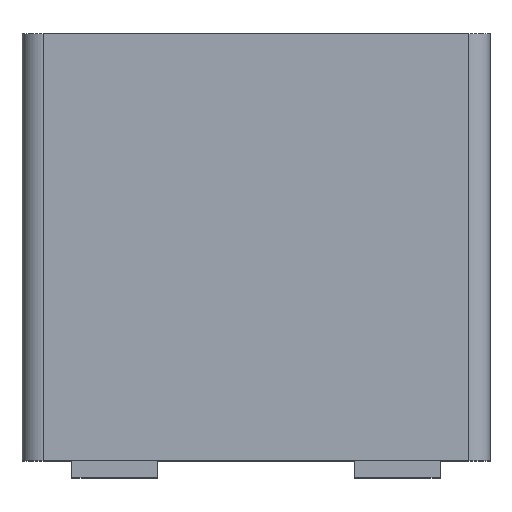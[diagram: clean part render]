
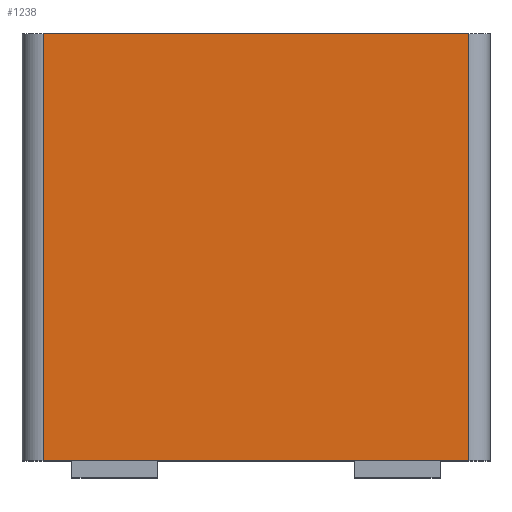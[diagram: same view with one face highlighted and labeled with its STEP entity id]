
A CAD part, top view. The second image highlights one B-rep face of the part: STEP entity #1238.
In plain terms, the highlighted planar face has unit normal (0, 0, 1).
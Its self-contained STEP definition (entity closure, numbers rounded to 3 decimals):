
#29 = DIRECTION ( 'NONE',  ( 1., 0., 0. ) ) ;
#38 = LINE ( 'NONE', #1153, #1506 ) ;
#91 = CARTESIAN_POINT ( 'NONE',  ( -2.49, 5., 2.84 ) ) ;
#104 = PLANE ( 'NONE',  #277 ) ;
#119 = VERTEX_POINT ( 'NONE', #151 ) ;
#135 = CARTESIAN_POINT ( 'NONE',  ( -2.74, 5., 2.84 ) ) ;
#151 = CARTESIAN_POINT ( 'NONE',  ( -2.49, 5., 2.84 ) ) ;
#233 = EDGE_CURVE ( 'NONE', #533, #1408, #986, .T. ) ;
#268 = EDGE_LOOP ( 'NONE', ( #1417, #1269, #1338, #1049 ) ) ;
#277 = AXIS2_PLACEMENT_3D ( 'NONE', #135, #826, #1548 ) ;
#290 = VERTEX_POINT ( 'NONE', #913 ) ;
#533 = VERTEX_POINT ( 'NONE', #775 ) ;
#563 = EDGE_CURVE ( 'NONE', #290, #119, #1730, .T. ) ;
#641 = FACE_OUTER_BOUND ( 'NONE', #268, .T. ) ;
#708 = EDGE_CURVE ( 'NONE', #1408, #290, #38, .T. ) ;
#746 = VECTOR ( 'NONE', #1208, 1000. ) ;
#775 = CARTESIAN_POINT ( 'NONE',  ( 2.49, 5., 2.84 ) ) ;
#809 = EDGE_CURVE ( 'NONE', #119, #533, #1439, .T. ) ;
#821 = DIRECTION ( 'NONE',  ( 0., -1., 0. ) ) ;
#826 = DIRECTION ( 'NONE',  ( 0., 0., -1. ) ) ;
#911 = CARTESIAN_POINT ( 'NONE',  ( 2.49, 0., 2.84 ) ) ;
#913 = CARTESIAN_POINT ( 'NONE',  ( -2.49, 0., 2.84 ) ) ;
#944 = VECTOR ( 'NONE', #29, 1000. ) ;
#986 = LINE ( 'NONE', #1274, #1475 ) ;
#1049 = ORIENTED_EDGE ( 'NONE', *, *, #708, .F. ) ;
#1153 = CARTESIAN_POINT ( 'NONE',  ( -2.74, 0., 2.84 ) ) ;
#1208 = DIRECTION ( 'NONE',  ( 0., 1., 0. ) ) ;
#1238 = ADVANCED_FACE ( 'NONE', ( #641 ), #104, .F. ) ;
#1269 = ORIENTED_EDGE ( 'NONE', *, *, #809, .F. ) ;
#1274 = CARTESIAN_POINT ( 'NONE',  ( 2.49, 5., 2.84 ) ) ;
#1338 = ORIENTED_EDGE ( 'NONE', *, *, #563, .F. ) ;
#1408 = VERTEX_POINT ( 'NONE', #911 ) ;
#1414 = DIRECTION ( 'NONE',  ( -1., 0., 0. ) ) ;
#1417 = ORIENTED_EDGE ( 'NONE', *, *, #233, .F. ) ;
#1439 = LINE ( 'NONE', #1550, #944 ) ;
#1475 = VECTOR ( 'NONE', #821, 1000. ) ;
#1506 = VECTOR ( 'NONE', #1414, 1000. ) ;
#1548 = DIRECTION ( 'NONE',  ( -1., 0., 0. ) ) ;
#1550 = CARTESIAN_POINT ( 'NONE',  ( 0., 5., 2.84 ) ) ;
#1730 = LINE ( 'NONE', #91, #746 ) ;
